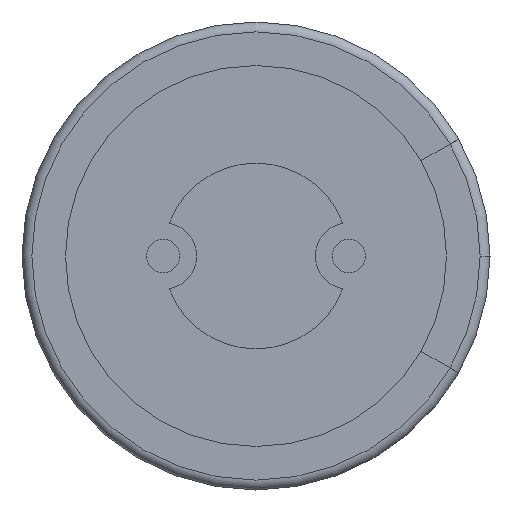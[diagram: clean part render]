
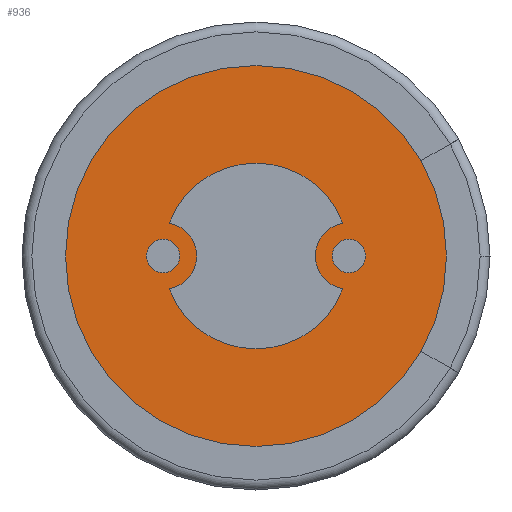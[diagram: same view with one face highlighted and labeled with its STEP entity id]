
A CAD part, front view. The second image highlights one B-rep face of the part: STEP entity #936.
In plain terms, the highlighted planar face has unit normal (0, -1, 0).
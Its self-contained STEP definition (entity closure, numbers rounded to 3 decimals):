
#3 = CARTESIAN_POINT ( 'NONE',  ( 0., 0.95, 0. ) ) ;
#82 = DIRECTION ( 'NONE',  ( 1., 0., 0. ) ) ;
#129 = AXIS2_PLACEMENT_3D ( 'NONE', #154, #1056, #2333 ) ;
#130 = DIRECTION ( 'NONE',  ( -1., 0., 0. ) ) ;
#154 = CARTESIAN_POINT ( 'NONE',  ( 0., 0.95, 0. ) ) ;
#194 = EDGE_LOOP ( 'NONE', ( #320, #814, #420, #1441, #1840 ) ) ;
#201 = EDGE_CURVE ( 'NONE', #1427, #2184, #341, .T. ) ;
#235 = CARTESIAN_POINT ( 'NONE',  ( 2.22, 0.95, -1.282 ) ) ;
#249 = EDGE_CURVE ( 'NONE', #2128, #670, #1524, .T. ) ;
#271 = CIRCLE ( 'NONE', #129, 2.564 ) ;
#315 = CIRCLE ( 'NONE', #1302, 1.25 ) ;
#320 = ORIENTED_EDGE ( 'NONE', *, *, #2050, .F. ) ;
#326 = DIRECTION ( 'NONE',  ( 0., 1., 0. ) ) ;
#341 = CIRCLE ( 'NONE', #1233, 2.564 ) ;
#349 = DIRECTION ( 'NONE',  ( 0., -1., 0. ) ) ;
#359 = ORIENTED_EDGE ( 'NONE', *, *, #201, .T. ) ;
#385 = DIRECTION ( 'NONE',  ( -1., 0., 0. ) ) ;
#386 = VERTEX_POINT ( 'NONE', #1952 ) ;
#420 = ORIENTED_EDGE ( 'NONE', *, *, #496, .F. ) ;
#496 = EDGE_CURVE ( 'NONE', #2128, #1778, #873, .T. ) ;
#541 = CARTESIAN_POINT ( 'NONE',  ( -1.169, 0.95, -0.443 ) ) ;
#572 = EDGE_CURVE ( 'NONE', #1091, #670, #2065, .T. ) ;
#577 = DIRECTION ( 'NONE',  ( 0., -1., 0. ) ) ;
#590 = ORIENTED_EDGE ( 'NONE', *, *, #2099, .T. ) ;
#670 = VERTEX_POINT ( 'NONE', #1177 ) ;
#685 = DIRECTION ( 'NONE',  ( -1., 0., 0. ) ) ;
#692 = DIRECTION ( 'NONE',  ( -1., 0., 0. ) ) ;
#693 = AXIS2_PLACEMENT_3D ( 'NONE', #3, #326, #1579 ) ;
#814 = ORIENTED_EDGE ( 'NONE', *, *, #994, .F. ) ;
#873 = CIRCLE ( 'NONE', #1747, 1.25 ) ;
#936 = ADVANCED_FACE ( 'NONE', ( #1218, #1862 ), #1594, .F. ) ;
#994 = EDGE_CURVE ( 'NONE', #1778, #386, #315, .T. ) ;
#1056 = DIRECTION ( 'NONE',  ( 0., -1., 0. ) ) ;
#1068 = AXIS2_PLACEMENT_3D ( 'NONE', #1381, #1558, #130 ) ;
#1078 = AXIS2_PLACEMENT_3D ( 'NONE', #1444, #349, #1240 ) ;
#1091 = VERTEX_POINT ( 'NONE', #541 ) ;
#1177 = CARTESIAN_POINT ( 'NONE',  ( 1.169, 0.95, -0.443 ) ) ;
#1197 = CARTESIAN_POINT ( 'NONE',  ( 2.564, 0.95, 0. ) ) ;
#1218 = FACE_BOUND ( 'NONE', #194, .T. ) ;
#1233 = AXIS2_PLACEMENT_3D ( 'NONE', #1857, #1502, #82 ) ;
#1240 = DIRECTION ( 'NONE',  ( 1., 0., 0. ) ) ;
#1302 = AXIS2_PLACEMENT_3D ( 'NONE', #1962, #1418, #685 ) ;
#1303 = CARTESIAN_POINT ( 'NONE',  ( 2.22, 0.95, 1.282 ) ) ;
#1332 = DIRECTION ( 'NONE',  ( 0., -1., 0. ) ) ;
#1381 = CARTESIAN_POINT ( 'NONE',  ( 1.25, 0.95, 0. ) ) ;
#1418 = DIRECTION ( 'NONE',  ( 0., -1., 0. ) ) ;
#1427 = VERTEX_POINT ( 'NONE', #1303 ) ;
#1441 = ORIENTED_EDGE ( 'NONE', *, *, #249, .T. ) ;
#1444 = CARTESIAN_POINT ( 'NONE',  ( 0., 0.95, 0. ) ) ;
#1502 = DIRECTION ( 'NONE',  ( 0., -1., 0. ) ) ;
#1524 = CIRCLE ( 'NONE', #1068, 0.45 ) ;
#1558 = DIRECTION ( 'NONE',  ( 0., -1., 0. ) ) ;
#1579 = DIRECTION ( 'NONE',  ( -1., 0., 0. ) ) ;
#1594 = PLANE ( 'NONE',  #693 ) ;
#1675 = VERTEX_POINT ( 'NONE', #1197 ) ;
#1704 = CARTESIAN_POINT ( 'NONE',  ( 0., 0.95, 1.25 ) ) ;
#1708 = CIRCLE ( 'NONE', #1078, 2.564 ) ;
#1747 = AXIS2_PLACEMENT_3D ( 'NONE', #1867, #577, #1855 ) ;
#1777 = CARTESIAN_POINT ( 'NONE',  ( -1.25, 0.95, 0. ) ) ;
#1778 = VERTEX_POINT ( 'NONE', #1704 ) ;
#1840 = ORIENTED_EDGE ( 'NONE', *, *, #572, .F. ) ;
#1855 = DIRECTION ( 'NONE',  ( -1., 0., 0. ) ) ;
#1857 = CARTESIAN_POINT ( 'NONE',  ( 0., 0.95, 0. ) ) ;
#1862 = FACE_OUTER_BOUND ( 'NONE', #1869, .T. ) ;
#1867 = CARTESIAN_POINT ( 'NONE',  ( 0., 0.95, 0. ) ) ;
#1868 = AXIS2_PLACEMENT_3D ( 'NONE', #2048, #1332, #385 ) ;
#1869 = EDGE_LOOP ( 'NONE', ( #359, #590, #2003 ) ) ;
#1952 = CARTESIAN_POINT ( 'NONE',  ( -1.169, 0.95, 0.443 ) ) ;
#1962 = CARTESIAN_POINT ( 'NONE',  ( 0., 0.95, 0. ) ) ;
#1966 = CARTESIAN_POINT ( 'NONE',  ( 1.169, 0.95, 0.443 ) ) ;
#2003 = ORIENTED_EDGE ( 'NONE', *, *, #2018, .T. ) ;
#2018 = EDGE_CURVE ( 'NONE', #1675, #1427, #271, .T. ) ;
#2048 = CARTESIAN_POINT ( 'NONE',  ( 0., 0.95, 0. ) ) ;
#2050 = EDGE_CURVE ( 'NONE', #386, #1091, #2136, .T. ) ;
#2065 = CIRCLE ( 'NONE', #1868, 1.25 ) ;
#2099 = EDGE_CURVE ( 'NONE', #2184, #1675, #1708, .T. ) ;
#2128 = VERTEX_POINT ( 'NONE', #1966 ) ;
#2134 = DIRECTION ( 'NONE',  ( 0., 1., 0. ) ) ;
#2136 = CIRCLE ( 'NONE', #2306, 0.45 ) ;
#2184 = VERTEX_POINT ( 'NONE', #235 ) ;
#2306 = AXIS2_PLACEMENT_3D ( 'NONE', #1777, #2134, #692 ) ;
#2333 = DIRECTION ( 'NONE',  ( 1., 0., 0. ) ) ;
